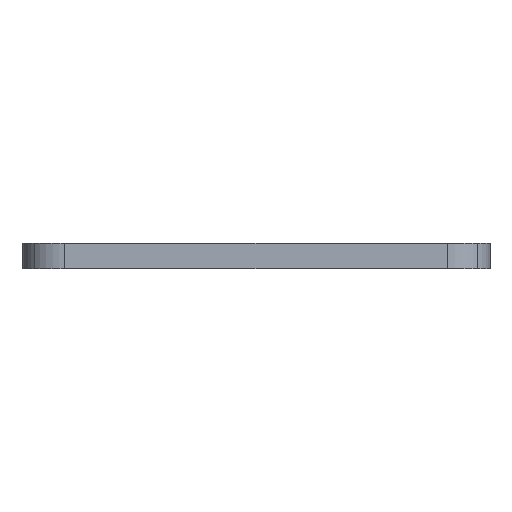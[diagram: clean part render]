
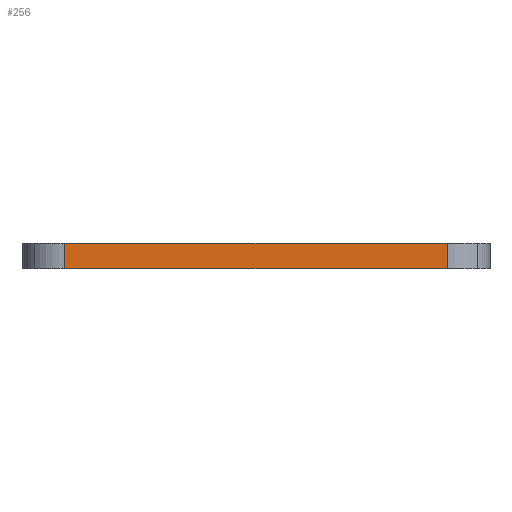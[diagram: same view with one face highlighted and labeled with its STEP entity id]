
A CAD part, front view. The second image highlights one B-rep face of the part: STEP entity #256.
In plain terms, the highlighted planar face has unit normal (0, -1, 0).
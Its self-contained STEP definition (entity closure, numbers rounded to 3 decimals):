
#10 = CARTESIAN_POINT ( 'NONE',  ( 85.09, -126.254, 0. ) ) ;
#25 = CARTESIAN_POINT ( 'NONE',  ( 85.09, -126.254, 0. ) ) ;
#39 = ORIENTED_EDGE ( 'NONE', *, *, #470, .F. ) ;
#67 = VECTOR ( 'NONE', #590, 1000. ) ;
#78 = EDGE_CURVE ( 'NONE', #601, #500, #238, .T. ) ;
#87 = FACE_OUTER_BOUND ( 'NONE', #582, .T. ) ;
#92 = CARTESIAN_POINT ( 'NONE',  ( 107.95, -126.254, 0. ) ) ;
#94 = EDGE_CURVE ( 'NONE', #524, #477, #713, .T. ) ;
#102 = DIRECTION ( 'NONE',  ( 0., 0., 1. ) ) ;
#127 = ORIENTED_EDGE ( 'NONE', *, *, #94, .F. ) ;
#160 = VECTOR ( 'NONE', #806, 1000. ) ;
#166 = ORIENTED_EDGE ( 'NONE', *, *, #78, .T. ) ;
#218 = DIRECTION ( 'NONE',  ( 0., 0., -1. ) ) ;
#225 = CARTESIAN_POINT ( 'NONE',  ( 85.09, -126.254, 1.5 ) ) ;
#238 = LINE ( 'NONE', #771, #260 ) ;
#252 = CARTESIAN_POINT ( 'NONE',  ( 107.95, -126.254, 1.5 ) ) ;
#256 = ADVANCED_FACE ( 'NONE', ( #87 ), #358, .F. ) ;
#260 = VECTOR ( 'NONE', #218, 1000. ) ;
#274 = CARTESIAN_POINT ( 'NONE',  ( 85.09, -126.254, 1.5 ) ) ;
#331 = LINE ( 'NONE', #25, #67 ) ;
#358 = PLANE ( 'NONE',  #652 ) ;
#403 = LINE ( 'NONE', #274, #515 ) ;
#459 = EDGE_CURVE ( 'NONE', #500, #477, #331, .T. ) ;
#470 = EDGE_CURVE ( 'NONE', #601, #524, #403, .T. ) ;
#477 = VERTEX_POINT ( 'NONE', #92 ) ;
#500 = VERTEX_POINT ( 'NONE', #10 ) ;
#515 = VECTOR ( 'NONE', #578, 1000. ) ;
#524 = VERTEX_POINT ( 'NONE', #709 ) ;
#545 = ORIENTED_EDGE ( 'NONE', *, *, #459, .T. ) ;
#578 = DIRECTION ( 'NONE',  ( 1., 0., 0. ) ) ;
#582 = EDGE_LOOP ( 'NONE', ( #545, #127, #39, #166 ) ) ;
#590 = DIRECTION ( 'NONE',  ( 1., 0., 0. ) ) ;
#601 = VERTEX_POINT ( 'NONE', #730 ) ;
#652 = AXIS2_PLACEMENT_3D ( 'NONE', #225, #718, #102 ) ;
#709 = CARTESIAN_POINT ( 'NONE',  ( 107.95, -126.254, 1.5 ) ) ;
#713 = LINE ( 'NONE', #252, #160 ) ;
#718 = DIRECTION ( 'NONE',  ( 0., 1., 0. ) ) ;
#730 = CARTESIAN_POINT ( 'NONE',  ( 85.09, -126.254, 1.5 ) ) ;
#771 = CARTESIAN_POINT ( 'NONE',  ( 85.09, -126.254, 1.5 ) ) ;
#806 = DIRECTION ( 'NONE',  ( 0., 0., -1. ) ) ;
